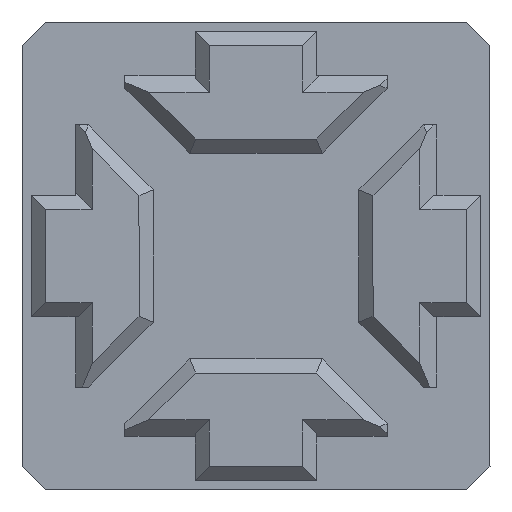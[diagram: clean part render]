
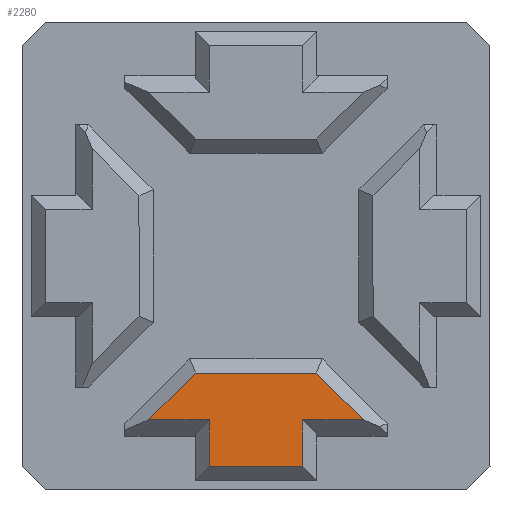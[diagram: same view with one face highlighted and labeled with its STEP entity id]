
A CAD part, left-side view. The second image highlights one B-rep face of the part: STEP entity #2280.
In plain terms, the highlighted planar face has unit normal (-1, 0, 0).
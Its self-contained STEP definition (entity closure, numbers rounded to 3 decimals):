
#122=FACE_OUTER_BOUND('',#254,.T.);
#254=EDGE_LOOP('',(#1518,#1519,#1520,#1521,#1522,#1523,#1524,#1525));
#392=LINE('',#3014,#668);
#399=LINE('',#3027,#675);
#405=LINE('',#3039,#681);
#406=LINE('',#3041,#682);
#407=LINE('',#3043,#683);
#408=LINE('',#3045,#684);
#409=LINE('',#3047,#685);
#410=LINE('',#3048,#686);
#668=VECTOR('',#2532,1.);
#675=VECTOR('',#2541,1.);
#681=VECTOR('',#2553,1.);
#682=VECTOR('',#2554,1.);
#683=VECTOR('',#2555,1.);
#684=VECTOR('',#2556,1.);
#685=VECTOR('',#2557,1.);
#686=VECTOR('',#2558,1.);
#943=VERTEX_POINT('',#3010);
#945=VERTEX_POINT('',#3013);
#950=VERTEX_POINT('',#3025);
#953=VERTEX_POINT('',#3038);
#954=VERTEX_POINT('',#3040);
#955=VERTEX_POINT('',#3042);
#956=VERTEX_POINT('',#3044);
#957=VERTEX_POINT('',#3046);
#1160=EDGE_CURVE('',#943,#945,#392,.T.);
#1167=EDGE_CURVE('',#950,#943,#399,.T.);
#1173=EDGE_CURVE('',#953,#950,#405,.T.);
#1174=EDGE_CURVE('',#953,#954,#406,.T.);
#1175=EDGE_CURVE('',#954,#955,#407,.T.);
#1176=EDGE_CURVE('',#955,#956,#408,.T.);
#1177=EDGE_CURVE('',#956,#957,#409,.T.);
#1178=EDGE_CURVE('',#945,#957,#410,.T.);
#1518=ORIENTED_EDGE('',*,*,#1160,.F.);
#1519=ORIENTED_EDGE('',*,*,#1167,.F.);
#1520=ORIENTED_EDGE('',*,*,#1173,.F.);
#1521=ORIENTED_EDGE('',*,*,#1174,.T.);
#1522=ORIENTED_EDGE('',*,*,#1175,.T.);
#1523=ORIENTED_EDGE('',*,*,#1176,.T.);
#1524=ORIENTED_EDGE('',*,*,#1177,.T.);
#1525=ORIENTED_EDGE('',*,*,#1178,.F.);
#2180=PLANE('',#2426);
#2280=ADVANCED_FACE('',(#122),#2180,.T.);
#2426=AXIS2_PLACEMENT_3D('',#3037,#2551,#2552);
#2532=DIRECTION('',(0.,1.,0.));
#2541=DIRECTION('',(0.,-0.707,-0.707));
#2551=DIRECTION('center_axis',(-1.,0.,0.));
#2552=DIRECTION('ref_axis',(0.,0.,
-1.));
#2553=DIRECTION('',(0.,-1.,0.));
#2554=DIRECTION('',(0.,0.707,-0.707));
#2555=DIRECTION('',(0.,-1.,0.));
#2556=DIRECTION('',(0.,0.,-1.));
#2557=DIRECTION('',(0.,-1.,0.));
#2558=DIRECTION('',(0.,0.,-1.));
#3010=CARTESIAN_POINT('',(196.,-405.25,-328.72));
#3013=CARTESIAN_POINT('',(196.,-402.665,-328.72));
#3014=CARTESIAN_POINT('',(196.,-401.665,-328.72));
#3025=CARTESIAN_POINT('',(196.,-403.25,-326.72));
#3027=CARTESIAN_POINT('',(196.,-403.25,-326.72));
#3037=CARTESIAN_POINT('Origin',(196.,-398.079,-326.72));
#3038=CARTESIAN_POINT('',(196.,-398.079,-326.72));
#3039=CARTESIAN_POINT('',(196.,-398.079,-326.72));
#3040=CARTESIAN_POINT('',(196.,-396.079,-328.72));
#3041=CARTESIAN_POINT('',(196.,-398.079,-326.72));
#3042=CARTESIAN_POINT('',(196.,-398.665,-328.72));
#3043=CARTESIAN_POINT('',(196.,-396.079,-328.72));
#3044=CARTESIAN_POINT('',(196.,-398.665,-330.72));
#3045=CARTESIAN_POINT('',(196.,-398.665,-328.72));
#3046=CARTESIAN_POINT('',(196.,-402.665,-330.72));
#3047=CARTESIAN_POINT('',(196.,-398.665,-330.72));
#3048=CARTESIAN_POINT('',(196.,-402.665,-328.72));
